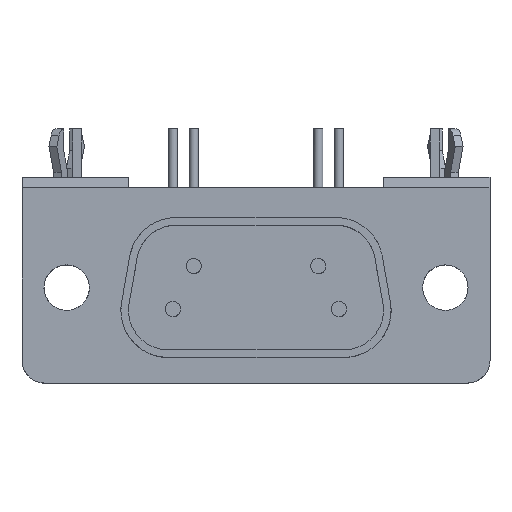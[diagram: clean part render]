
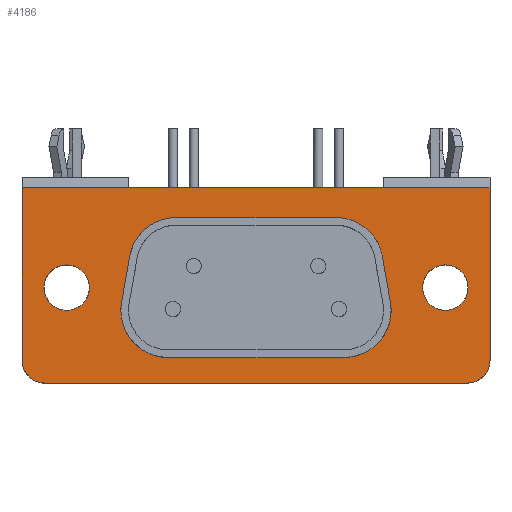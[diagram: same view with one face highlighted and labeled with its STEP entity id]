
A CAD part, top view. The second image highlights one B-rep face of the part: STEP entity #4186.
In plain terms, the highlighted free-form (B-spline) face has degree [1, 1] with [2, 2] control points.
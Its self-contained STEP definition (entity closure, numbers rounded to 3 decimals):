
#2947=CARTESIAN_POINT('V155',(14.0,-4.115,
   0.5));
#2948=VERTEX_POINT('V155',#2947);
#2974=CARTESIAN_POINT('E226',(14.0,-4.115,
   0.5));
#2975=CARTESIAN_POINT('E226',(14.0,-6.713,
   0.5));
#2976=CARTESIAN_POINT('E226',(11.75,-5.414,
   0.5));
#2977=CARTESIAN_POINT('E226',(9.5,-4.115,
   0.5));
#2978=CARTESIAN_POINT('E226',(11.75,-2.816,
   0.5));
#2979=CARTESIAN_POINT('E226',(14.0,-1.517,
   0.5));
#2980=CARTESIAN_POINT('E226',(14.0,-4.115,
   0.5));
#2988=(BOUNDED_CURVE()B_SPLINE_CURVE(2,(#2974,#2975,#2976,#2977,
   #2978,#2979,#2980),.CIRCULAR_ARC.,.T.,.U.)
   B_SPLINE_CURVE_WITH_KNOTS((3,2,2,3),(0.0,10.392,
   20.785,31.177),.UNSPECIFIED.)CURVE()
   GEOMETRIC_REPRESENTATION_ITEM()RATIONAL_B_SPLINE_CURVE((1.0,
   0.5,1.0,0.5,1.0,0.5,1.0)
   )REPRESENTATION_ITEM('E226'));
#2989=EDGE_CURVE('E226',#2948,#2948,#2988,.T.);
#3016=CARTESIAN_POINT('V153',(-11.0,-4.115,
   0.5));
#3017=VERTEX_POINT('V153',#3016);
#3043=CARTESIAN_POINT('E223',(-11.0,-4.115,
   0.5));
#3044=CARTESIAN_POINT('E223',(-11.0,-6.713,
   0.5));
#3045=CARTESIAN_POINT('E223',(-13.25,-5.414,
   0.5));
#3046=CARTESIAN_POINT('E223',(-15.5,-4.115,
   0.5));
#3047=CARTESIAN_POINT('E223',(-13.25,-2.816,
   0.5));
#3048=CARTESIAN_POINT('E223',(-11.0,-1.517,
   0.5));
#3049=CARTESIAN_POINT('E223',(-11.0,-4.115,
   0.5));
#3057=(BOUNDED_CURVE()B_SPLINE_CURVE(2,(#3043,#3044,#3045,#3046,
   #3047,#3048,#3049),.CIRCULAR_ARC.,.T.,.U.)
   B_SPLINE_CURVE_WITH_KNOTS((3,2,2,3),(0.0,10.392,
   20.785,31.177),.UNSPECIFIED.)CURVE()
   GEOMETRIC_REPRESENTATION_ITEM()RATIONAL_B_SPLINE_CURVE((1.0,
   0.5,1.0,0.5,1.0,0.5,1.0)
   )REPRESENTATION_ITEM('E223'));
#3058=EDGE_CURVE('E223',#3017,#3017,#3057,.T.);
#3847=CARTESIAN_POINT('V191',(8.339,-2.062,
   0.5));
#3848=VERTEX_POINT('V191',#3847);
#3849=CARTESIAN_POINT('V189',(5.286,0.5,
   0.5));
#3850=VERTEX_POINT('V189',#3849);
#3851=CARTESIAN_POINT('E284',(8.339,-2.062,
   0.5));
#3852=CARTESIAN_POINT('E284',(7.887,0.5,
   0.5));
#3853=CARTESIAN_POINT('E284',(5.286,0.5,
   0.5));
#3861=(BOUNDED_CURVE()B_SPLINE_CURVE(2,(#3851,#3852,#3853),
   .CIRCULAR_ARC.,.F.,.U.)CURVE()GEOMETRIC_REPRESENTATION_ITEM()
   QUASI_UNIFORM_CURVE()RATIONAL_B_SPLINE_CURVE((1.0,
   0.674,0.773))REPRESENTATION_ITEM('E284')
   );
#3862=EDGE_CURVE('E284',#3848,#3850,#3861,.T.);
#3883=CARTESIAN_POINT('V192',(8.873,-5.092,
   0.5));
#3884=VERTEX_POINT('V192',#3883);
#3885=CARTESIAN_POINT('E286',(8.873,-5.092,
   0.5));
#3886=CARTESIAN_POINT('E286',(8.339,-2.062,
   0.5));
#3887=QUASI_UNIFORM_CURVE('E286',1,(#3885,#3886),.POLYLINE_FORM.,.F.,
   .U.);
#3888=EDGE_CURVE('E286',#3884,#3848,#3887,.T.);
#3914=CARTESIAN_POINT('V193',(5.82,-8.73,
   0.5));
#3915=VERTEX_POINT('V193',#3914);
#3916=CARTESIAN_POINT('E288',(5.82,-8.73,
   0.5));
#3917=CARTESIAN_POINT('E288',(9.514,-8.73,
   0.5));
#3918=CARTESIAN_POINT('E288',(8.873,-5.092,
   0.5));
#3926=(BOUNDED_CURVE()B_SPLINE_CURVE(2,(#3916,#3917,#3918),
   .CIRCULAR_ARC.,.F.,.U.)CURVE()GEOMETRIC_REPRESENTATION_ITEM()
   QUASI_UNIFORM_CURVE()RATIONAL_B_SPLINE_CURVE((1.0,
   0.592,0.849))REPRESENTATION_ITEM('E288')
   );
#3927=EDGE_CURVE('E288',#3915,#3884,#3926,.T.);
#3944=CARTESIAN_POINT('V194',(-5.82,-8.73,
   0.5));
#3945=VERTEX_POINT('V194',#3944);
#3946=CARTESIAN_POINT('E290',(-5.82,-8.73,
   0.5));
#3947=CARTESIAN_POINT('E290',(5.82,-8.73,
   0.5));
#3948=QUASI_UNIFORM_CURVE('E290',1,(#3946,#3947),.POLYLINE_FORM.,.F.,
   .U.);
#3949=EDGE_CURVE('E290',#3945,#3915,#3948,.T.);
#3975=CARTESIAN_POINT('V195',(-8.873,-5.092,
   0.5));
#3976=VERTEX_POINT('V195',#3975);
#3977=CARTESIAN_POINT('E292',(-8.873,-5.092,
   0.5));
#3978=CARTESIAN_POINT('E292',(-9.514,-8.73,
   0.5));
#3979=CARTESIAN_POINT('E292',(-5.82,-8.73,
   0.5));
#3987=(BOUNDED_CURVE()B_SPLINE_CURVE(2,(#3977,#3978,#3979),
   .CIRCULAR_ARC.,.F.,.U.)CURVE()GEOMETRIC_REPRESENTATION_ITEM()
   QUASI_UNIFORM_CURVE()RATIONAL_B_SPLINE_CURVE((1.0,
   0.592,0.849))REPRESENTATION_ITEM('E292')
   );
#3988=EDGE_CURVE('E292',#3976,#3945,#3987,.T.);
#4005=CARTESIAN_POINT('V196',(-8.339,-2.062,
   0.5));
#4006=VERTEX_POINT('V196',#4005);
#4007=CARTESIAN_POINT('E294',(-8.339,-2.062,
   0.5));
#4008=CARTESIAN_POINT('E294',(-8.873,-5.092,
   0.5));
#4009=QUASI_UNIFORM_CURVE('E294',1,(#4007,#4008),.POLYLINE_FORM.,.F.,
   .U.);
#4010=EDGE_CURVE('E294',#4006,#3976,#4009,.T.);
#4036=CARTESIAN_POINT('V190',(-5.286,0.5,
   0.5));
#4037=VERTEX_POINT('V190',#4036);
#4038=CARTESIAN_POINT('E296',(-5.286,0.5,
   0.5));
#4039=CARTESIAN_POINT('E296',(-7.887,0.5,
   0.5));
#4040=CARTESIAN_POINT('E296',(-8.339,-2.062,
   0.5));
#4048=(BOUNDED_CURVE()B_SPLINE_CURVE(2,(#4038,#4039,#4040),
   .CIRCULAR_ARC.,.F.,.U.)CURVE()GEOMETRIC_REPRESENTATION_ITEM()
   QUASI_UNIFORM_CURVE()RATIONAL_B_SPLINE_CURVE((1.0,
   0.674,0.773))REPRESENTATION_ITEM('E296')
   );
#4049=EDGE_CURVE('E296',#4037,#4006,#4048,.T.);
#4066=CARTESIAN_POINT('E281',(5.286,0.5,
   0.5));
#4067=CARTESIAN_POINT('E281',(-5.286,0.5,
   0.5));
#4068=QUASI_UNIFORM_CURVE('E281',1,(#4066,#4067),.POLYLINE_FORM.,.F.,
   .U.);
#4069=EDGE_CURVE('E281',#3850,#4037,#4068,.T.);
#4084=CARTESIAN_POINT('V148',(13.95,-10.415,
   0.5));
#4085=VERTEX_POINT('V148',#4084);
#4091=CARTESIAN_POINT('V146',(-13.95,
   -10.415,0.5));
#4092=VERTEX_POINT('V146',#4091);
#4093=CARTESIAN_POINT('E213',(13.95,-10.415,
   0.5));
#4094=CARTESIAN_POINT('E213',(-13.95,
   -10.415,0.5));
#4095=B_SPLINE_CURVE_WITH_KNOTS('E213',1,(#4093,#4094),
   .POLYLINE_FORM.,.F.,.U.,(2,2),(0.0,55.8),
   .UNSPECIFIED.);
#4096=EDGE_CURVE('E213',#4085,#4092,#4095,.T.);
#4113=CARTESIAN_POINT('F113',(-16.995,
   -11.06,0.5));
#4114=CARTESIAN_POINT('F113',(16.995,-11.06,
   0.5));
#4115=CARTESIAN_POINT('F113',(-16.995,3.13,
   0.5));
#4116=CARTESIAN_POINT('F113',(16.995,3.13,
   0.5));
#4117=QUASI_UNIFORM_SURFACE('F113',1,1,((#4113,#4115),(#4114,
   #4116)),.PLANE_SURF.,.F.,.F.,.U.);
#4118=CARTESIAN_POINT('V139',(15.45,2.485,
   0.5));
#4119=VERTEX_POINT('V139',#4118);
#4120=CARTESIAN_POINT('V150',(15.45,-8.915,
   0.5));
#4121=VERTEX_POINT('V150',#4120);
#4122=CARTESIAN_POINT('E222',(15.45,2.485,
   0.5));
#4123=CARTESIAN_POINT('E222',(15.45,-8.915,
   0.5));
#4124=B_SPLINE_CURVE_WITH_KNOTS('E222',1,(#4122,#4123),
   .POLYLINE_FORM.,.F.,.U.,(2,2),(0.0,22.8),
   .UNSPECIFIED.);
#4125=EDGE_CURVE('E222',#4119,#4121,#4124,.T.);
#4126=ORIENTED_EDGE('E222',*,*,#4125,.F.);
#4127=CARTESIAN_POINT('V138',(-15.45,2.485,
   0.5));
#4128=VERTEX_POINT('V138',#4127);
#4129=CARTESIAN_POINT('E200',(-15.45,2.485,
   0.5));
#4130=CARTESIAN_POINT('E200',(15.45,2.485,
   0.5));
#4131=B_SPLINE_CURVE_WITH_KNOTS('E200',1,(#4129,#4130),
   .POLYLINE_FORM.,.F.,.U.,(2,2),(0.0,61.8),
   .UNSPECIFIED.);
#4132=EDGE_CURVE('E200',#4128,#4119,#4131,.T.);
#4133=ORIENTED_EDGE('E200',*,*,#4132,.F.);
#4134=CARTESIAN_POINT('V141',(-15.45,-8.915,
   0.5));
#4135=VERTEX_POINT('V141',#4134);
#4136=CARTESIAN_POINT('E204',(-15.45,-8.915,
   0.5));
#4137=CARTESIAN_POINT('E204',(-15.45,2.485,
   0.5));
#4138=B_SPLINE_CURVE_WITH_KNOTS('E204',1,(#4136,#4137),
   .POLYLINE_FORM.,.F.,.U.,(2,2),(0.0,22.8),
   .UNSPECIFIED.);
#4139=EDGE_CURVE('E204',#4135,#4128,#4138,.T.);
#4140=ORIENTED_EDGE('E204',*,*,#4139,.F.);
#4141=CARTESIAN_POINT('E211',(-13.95,
   -10.415,0.5));
#4142=CARTESIAN_POINT('E211',(-15.45,
   -10.415,0.5));
#4143=CARTESIAN_POINT('E211',(-15.45,-8.915,
   0.5));
#4151=(BOUNDED_CURVE()B_SPLINE_CURVE(2,(#4141,#4142,#4143),
   .CIRCULAR_ARC.,.F.,.U.)B_SPLINE_CURVE_WITH_KNOTS((3,3),(0.0,
   6.),.UNSPECIFIED.)CURVE()
   GEOMETRIC_REPRESENTATION_ITEM()RATIONAL_B_SPLINE_CURVE((1.0,
   0.707,1.0))REPRESENTATION_ITEM('E211'));
#4152=EDGE_CURVE('E211',#4092,#4135,#4151,.T.);
#4153=ORIENTED_EDGE('E211',*,*,#4152,.F.);
#4154=ORIENTED_EDGE('E213',*,*,#4096,.F.);
#4155=CARTESIAN_POINT('E217',(15.45,-8.915,
   0.5));
#4156=CARTESIAN_POINT('E217',(15.45,-10.415,
   0.5));
#4157=CARTESIAN_POINT('E217',(13.95,-10.415,
   0.5));
#4165=(BOUNDED_CURVE()B_SPLINE_CURVE(2,(#4155,#4156,#4157),
   .CIRCULAR_ARC.,.F.,.U.)B_SPLINE_CURVE_WITH_KNOTS((3,3),(0.0,
   6.),.UNSPECIFIED.)CURVE()
   GEOMETRIC_REPRESENTATION_ITEM()RATIONAL_B_SPLINE_CURVE((1.0,
   0.707,1.0))REPRESENTATION_ITEM('E217'));
#4166=EDGE_CURVE('E217',#4121,#4085,#4165,.T.);
#4167=ORIENTED_EDGE('E217',*,*,#4166,.F.);
#4168=EDGE_LOOP('F113',(#4126,#4133,#4140,#4153,#4154,#4167));
#4169=FACE_OUTER_BOUND('F113',#4168,.T.);
#4170=ORIENTED_EDGE('E281',*,*,#4069,.F.);
#4171=ORIENTED_EDGE('E284',*,*,#3862,.F.);
#4172=ORIENTED_EDGE('E286',*,*,#3888,.F.);
#4173=ORIENTED_EDGE('E288',*,*,#3927,.F.);
#4174=ORIENTED_EDGE('E290',*,*,#3949,.F.);
#4175=ORIENTED_EDGE('E292',*,*,#3988,.F.);
#4176=ORIENTED_EDGE('E294',*,*,#4010,.F.);
#4177=ORIENTED_EDGE('E296',*,*,#4049,.F.);
#4178=EDGE_LOOP('F113',(#4170,#4171,#4172,#4173,#4174,#4175,#4176,
   #4177));
#4179=FACE_BOUND('F113',#4178,.T.);
#4180=ORIENTED_EDGE('F82',*,*,#3058,.T.);
#4181=EDGE_LOOP('F113',(#4180));
#4182=FACE_BOUND('F113',#4181,.T.);
#4183=ORIENTED_EDGE('F83',*,*,#2989,.T.);
#4184=EDGE_LOOP('F113',(#4183));
#4185=FACE_BOUND('F113',#4184,.T.);
#4186=ADVANCED_FACE('F113',(#4169,#4179,#4182,#4185),#4117,.T.);
